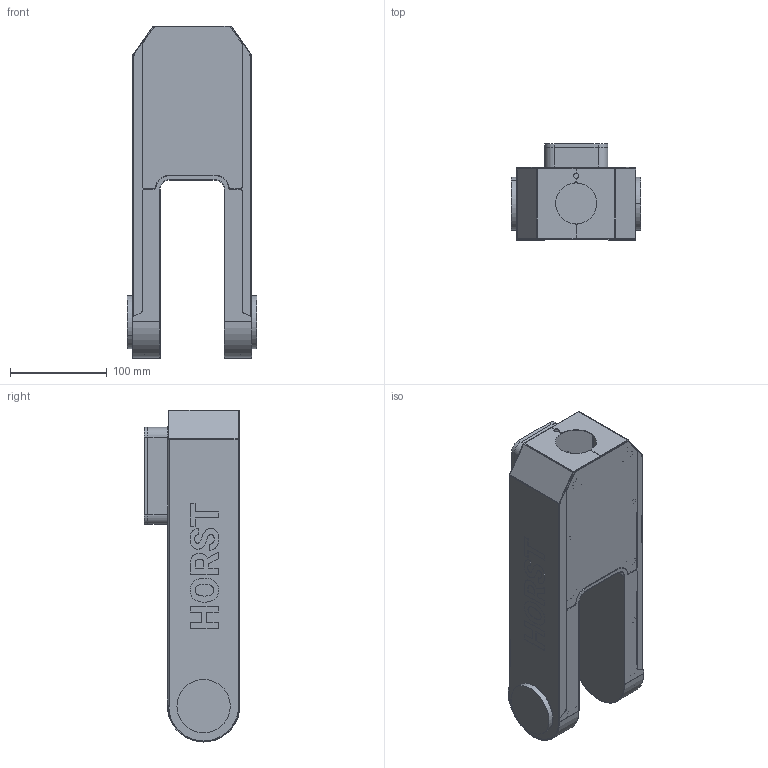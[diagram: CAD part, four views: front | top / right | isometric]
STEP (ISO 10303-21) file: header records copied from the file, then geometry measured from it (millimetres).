
FILE_DESCRIPTION (( 'STEP AP214' ), '1' );
FILE_NAME ('5.STEP', '2022-11-12T16:23:18', ( '' ), ( '' ), 'SwSTEP 2.0', 'SolidWorks 2021', '' );
FILE_SCHEMA (( 'AUTOMOTIVE_DESIGN' ));
Length unit declared in the file: millimetre
Products named in the file (1): 5
Bounding box: 133.5 x 99 x 342.5 mm (x, y, z)
Surface area: 356463.9 mm2 (no closed solid volume)
Topology: 0 solids, 21 shells, 350 faces, 1159 edges, 820 vertices
Faces by surface type: plane 214, cylinder 88, bspline 48
Entity records: 19988 total; most frequent: CARTESIAN_POINT 6090, ORIENTED_EDGE 1964, DIRECTION 1959, EDGE_CURVE 1159, VERTEX_POINT 820, LINE 773, VECTOR 773, AXIS2_PLACEMENT_3D 593
